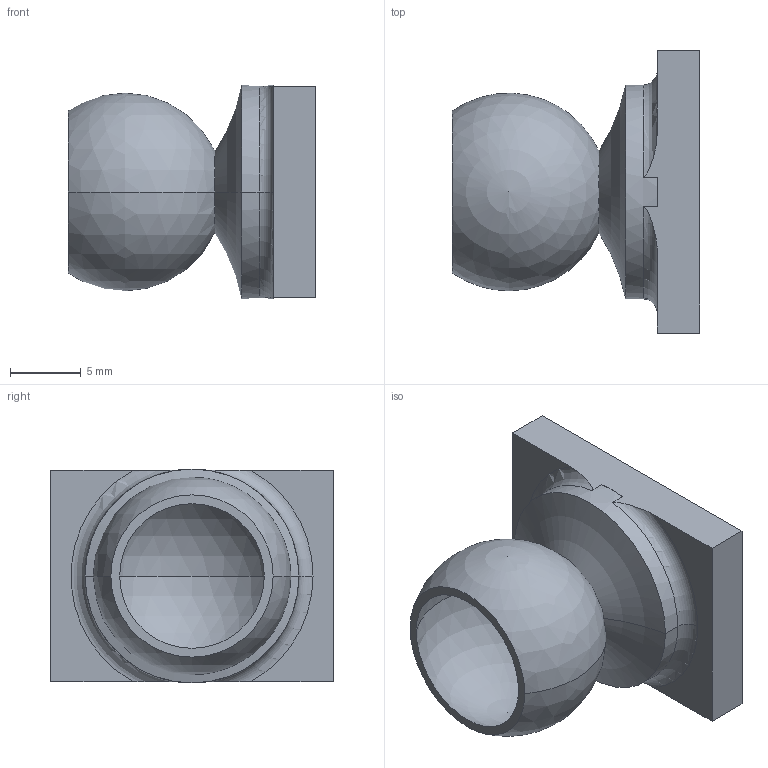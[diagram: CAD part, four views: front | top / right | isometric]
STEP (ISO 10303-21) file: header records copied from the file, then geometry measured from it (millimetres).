
FILE_DESCRIPTION (( 'STEP AP203' ), '1' );
FILE_NAME ('Part9_Default_sldprt.STEP', '2023-12-19T22:09:15', ( '' ), ( '' ), 'SwSTEP 2.0', 'SolidWorks 2020', '' );
FILE_SCHEMA (( 'CONFIG_CONTROL_DESIGN' ));
Length unit declared in the file: millimetre
Products named in the file (1): Part9_Default_sldprt
Bounding box: 17.5 x 20 x 15.15 mm (x, y, z)
Volume: 1677.8 mm3; surface area: 1792.2 mm2
Topology: 1 solids, 1 shells, 21 faces, 60 edges, 38 vertices
Faces by surface type: plane 10, torus 5, sphere 4, cylinder 2
Entity records: 745 total; most frequent: CARTESIAN_POINT 164, DIRECTION 114, ORIENTED_EDGE 100, EDGE_CURVE 50, AXIS2_PLACEMENT_3D 46, VERTEX_POINT 32, CIRCLE 24, LINE 22
